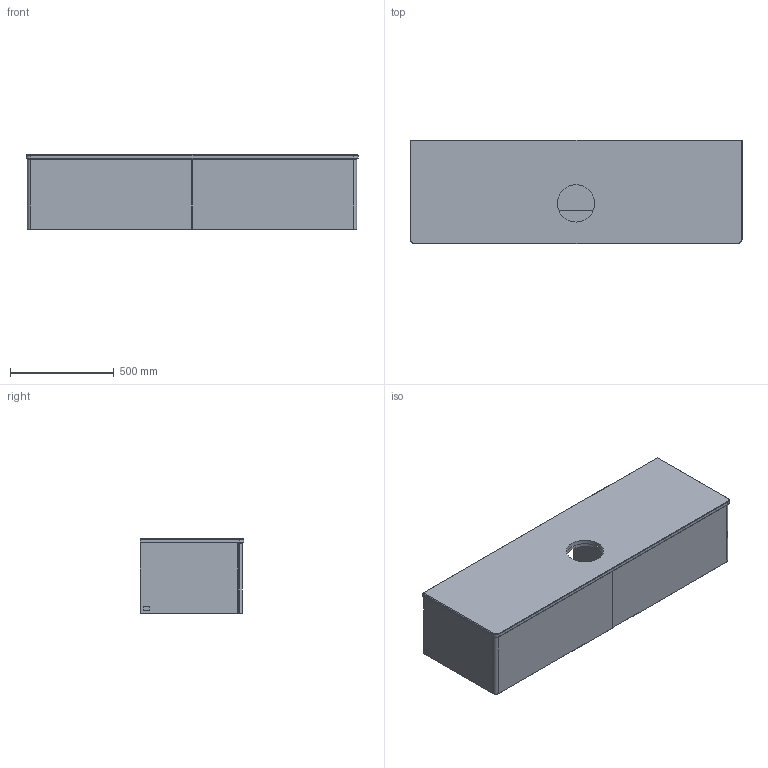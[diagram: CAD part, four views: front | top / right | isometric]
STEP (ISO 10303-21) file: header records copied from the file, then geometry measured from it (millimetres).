
FILE_DESCRIPTION((' '),'2;1');
FILE_NAME('K360_L360.stp','2023-04-05T07:55:01',(' '),(' '),' ','ACIS',' ');
FILE_SCHEMA(('CONFIG_CONTROL_DESIGN'));
Length unit declared in the file: millimetre
Products named in the file (17): K360_L360.stp; Körper1; Körper2; Körper3; Körper4; Körper5; Körper6; Körper7; Körper8; Körper9; Körper10; Körper11; Körper12; Körper13; Körper14; Körper15; Körper16
Assembly tree (16 placements, depth 2):
  K360_L360.stp
    Körper1
    Körper2
    Körper3
    Körper4
    Körper5
    Körper6
    Körper7
    Körper8
    Körper9
    Körper10
    Körper11
    Körper12
    Körper13
    Körper14
    Körper15
    Körper16
Bounding box: 1600 x 500 x 360 mm (x, y, z)
Volume: 66006419.5 mm3; surface area: 8292465.8 mm2
Topology: 16 solids, 16 shells, 195 faces, 433 edges, 266 vertices
Faces by surface type: plane 158, cylinder 21, cone 8, torus 4, sphere 4
Full cylindrical faces by diameter (mm): 35 x1, 180 x2
Entity records: 7630 total; most frequent: DIRECTION 936, CARTESIAN_POINT 920, ORIENTED_EDGE 852, EDGE_CURVE 426, VECTOR 372, LINE 372, AXIS2_PLACEMENT_3D 282, VERTEX_POINT 266
